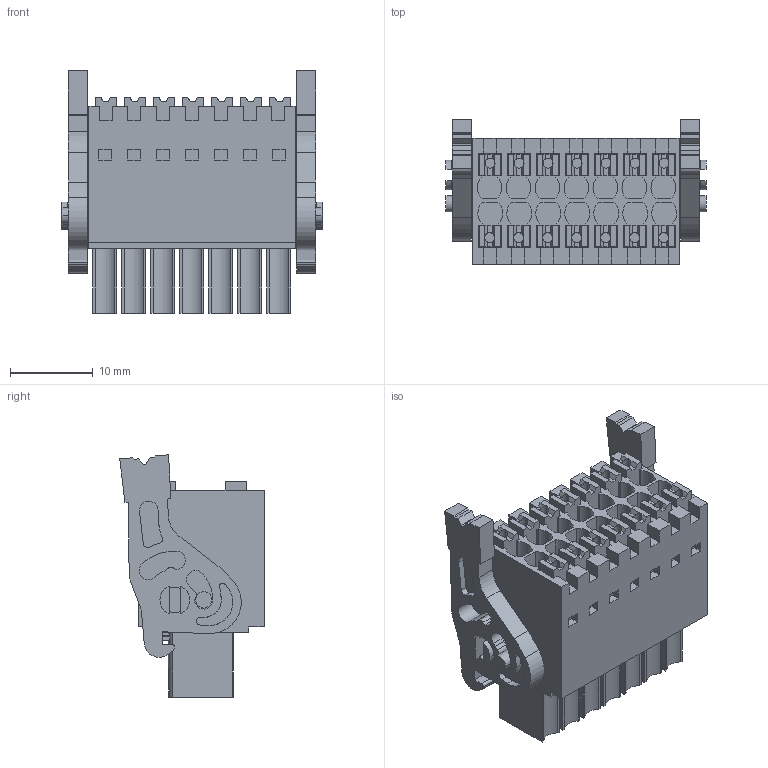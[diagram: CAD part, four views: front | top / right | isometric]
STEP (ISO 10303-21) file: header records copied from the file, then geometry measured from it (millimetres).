
FILE_DESCRIPTION(('CATIA V5 STEP Exchange','CAx-IF Rec.Pracs.--- Model Styling and Organization---1.2---2011-12-15'),'2;1');
FILE_NAME ('D1450492_0', '2017-05-29T07:10:15+00:00', ('none'), ('Weidmueller'), 'CATIA Version 5-6 Release 2014', 'CATIA V5 STEP AP214', 'none');
FILE_SCHEMA(('AUTOMOTIVE_DESIGN { 1 0 10303 214 1 1 1 1 }'));
Length unit declared in the file: millimetre
Products named in the file (1): 1278090000
Bounding box: 31.4 x 17.45 x 29.28 mm (x, y, z)
Volume: 7824.4 mm3; surface area: 6655 mm2
Topology: 17 solids, 17 shells, 918 faces, 2565 edges, 1714 vertices
Faces by surface type: plane 738, cylinder 136, extrusion 44
Entity records: 27842 total; most frequent: CARTESIAN_POINT 5923, ORIENTED_EDGE 5130, DIRECTION 3437, EDGE_CURVE 2565, VECTOR 2089, LINE 2045, VERTEX_POINT 1714, EDGE_LOOP 991
